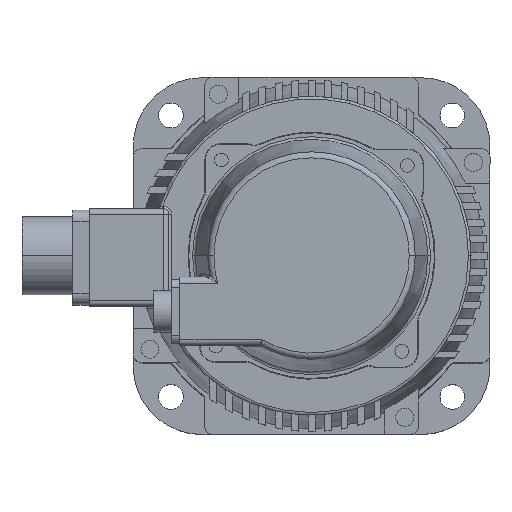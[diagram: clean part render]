
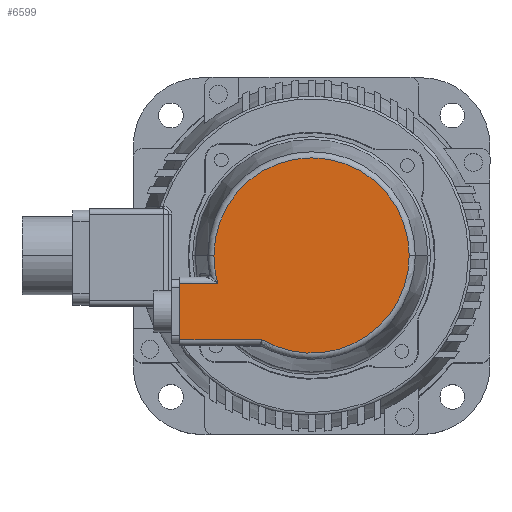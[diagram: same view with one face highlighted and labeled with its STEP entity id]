
A CAD part, top view. The second image highlights one B-rep face of the part: STEP entity #6599.
In plain terms, the highlighted face is planar.
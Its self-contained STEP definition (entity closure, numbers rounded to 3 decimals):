
#194 = CARTESIAN_POINT ( 'NONE',  ( 0., 0., 0. ) ) ;
#1076 = DIRECTION ( 'NONE',  ( 0., 0., -1. ) ) ;
#1086 = VERTEX_POINT ( 'NONE', #15421 ) ;
#1565 = CARTESIAN_POINT ( 'NONE',  ( 30.604, 0., 0. ) ) ;
#2274 = DIRECTION ( 'NONE',  ( 1., 0., 0. ) ) ;
#3665 = AXIS2_PLACEMENT_3D ( 'NONE', #21518, #16116, #9318 ) ;
#4329 = VECTOR ( 'NONE', #8927, 1000. ) ;
#4901 = CARTESIAN_POINT ( 'NONE',  ( 0., 0., -35.574 ) ) ;
#5744 = PLANE ( 'NONE',  #3665 ) ;
#6599 = ADVANCED_FACE ( 'NONE', ( #19437 ), #5744, .T. ) ;
#6786 = ORIENTED_EDGE ( 'NONE', *, *, #15347, .T. ) ;
#6954 = VERTEX_POINT ( 'NONE', #19297 ) ;
#7714 = DIRECTION ( 'NONE',  ( 0., 0., -1. ) ) ;
#7885 = DIRECTION ( 'NONE',  ( 0., -1., 0. ) ) ;
#8927 = DIRECTION ( 'NONE',  ( 0., 0., 1. ) ) ;
#9199 = VECTOR ( 'NONE', #7714, 1000. ) ;
#9318 = DIRECTION ( 'NONE',  ( 0., 0., -1. ) ) ;
#9335 = EDGE_CURVE ( 'NONE', #21106, #6954, #20590, .T. ) ;
#9591 = VERTEX_POINT ( 'NONE', #16175 ) ;
#9905 = CARTESIAN_POINT ( 'NONE',  ( 30.604, 0., -48. ) ) ;
#9929 = ORIENTED_EDGE ( 'NONE', *, *, #17370, .T. ) ;
#10151 = ORIENTED_EDGE ( 'NONE', *, *, #9335, .T. ) ;
#11006 = CIRCLE ( 'NONE', #17300, 35.574 ) ;
#11056 = VERTEX_POINT ( 'NONE', #9905 ) ;
#11134 = CARTESIAN_POINT ( 'NONE',  ( 7.854, 0., -48. ) ) ;
#11465 = CARTESIAN_POINT ( 'NONE',  ( 0., 0., 0. ) ) ;
#11726 = CARTESIAN_POINT ( 'NONE',  ( 10.104, 0., 0. ) ) ;
#13293 = DIRECTION ( 'NONE',  ( 0., -1., 0. ) ) ;
#14010 = EDGE_LOOP ( 'NONE', ( #15036, #16707, #10151, #9929, #19205, #6786 ) ) ;
#14358 = DIRECTION ( 'NONE',  ( 0., 0., -1. ) ) ;
#14421 = AXIS2_PLACEMENT_3D ( 'NONE', #194, #16091, #14358 ) ;
#15036 = ORIENTED_EDGE ( 'NONE', *, *, #19992, .T. ) ;
#15050 = EDGE_CURVE ( 'NONE', #9591, #11056, #19763, .T. ) ;
#15125 = CARTESIAN_POINT ( 'NONE',  ( 0., 0., 0. ) ) ;
#15347 = EDGE_CURVE ( 'NONE', #11056, #17569, #22639, .T. ) ;
#15421 = CARTESIAN_POINT ( 'NONE',  ( 0., 0., 35.574 ) ) ;
#15810 = AXIS2_PLACEMENT_3D ( 'NONE', #11465, #7885, #18252 ) ;
#16091 = DIRECTION ( 'NONE',  ( 0., -1., 0. ) ) ;
#16116 = DIRECTION ( 'NONE',  ( 0., -1., 0. ) ) ;
#16175 = CARTESIAN_POINT ( 'NONE',  ( 10.104, 0., -48. ) ) ;
#16446 = VECTOR ( 'NONE', #2274, 1000. ) ;
#16707 = ORIENTED_EDGE ( 'NONE', *, *, #17809, .T. ) ;
#17300 = AXIS2_PLACEMENT_3D ( 'NONE', #15125, #13293, #1076 ) ;
#17370 = EDGE_CURVE ( 'NONE', #6954, #9591, #20477, .T. ) ;
#17569 = VERTEX_POINT ( 'NONE', #22788 ) ;
#17809 = EDGE_CURVE ( 'NONE', #1086, #21106, #11006, .T. ) ;
#18252 = DIRECTION ( 'NONE',  ( 0., 0., -1. ) ) ;
#19205 = ORIENTED_EDGE ( 'NONE', *, *, #15050, .T. ) ;
#19297 = CARTESIAN_POINT ( 'NONE',  ( 10.104, 0., -34.109 ) ) ;
#19437 = FACE_OUTER_BOUND ( 'NONE', #14010, .T. ) ;
#19763 = LINE ( 'NONE', #11134, #16446 ) ;
#19992 = EDGE_CURVE ( 'NONE', #17569, #1086, #22520, .T. ) ;
#20477 = LINE ( 'NONE', #11726, #9199 ) ;
#20590 = CIRCLE ( 'NONE', #15810, 35.574 ) ;
#21106 = VERTEX_POINT ( 'NONE', #4901 ) ;
#21518 = CARTESIAN_POINT ( 'NONE',  ( 37.5, 0., 0. ) ) ;
#22520 = CIRCLE ( 'NONE', #14421, 35.574 ) ;
#22639 = LINE ( 'NONE', #1565, #4329 ) ;
#22788 = CARTESIAN_POINT ( 'NONE',  ( 30.604, 0., -18.136 ) ) ;
